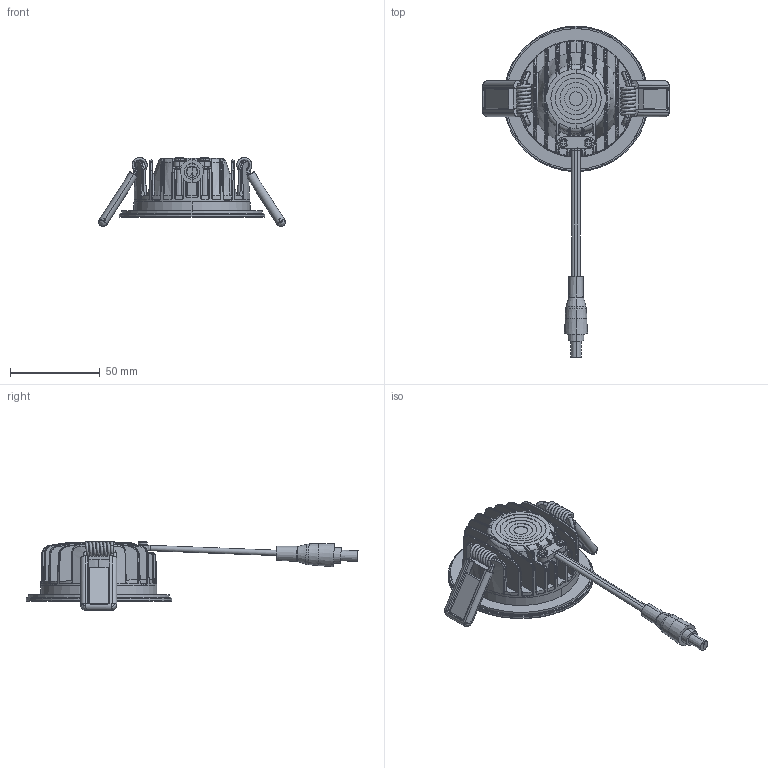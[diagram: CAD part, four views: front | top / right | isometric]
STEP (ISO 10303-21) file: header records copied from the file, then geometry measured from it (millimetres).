
FILE_DESCRIPTION (( 'STEP AP214' ), '1' );
FILE_NAME ('SP AIR FIX.STEP', '2023-03-02T14:19:00', ( '' ), ( '' ), 'SwSTEP 2.0', 'SolidWorks 2020', '' );
FILE_SCHEMA (( 'AUTOMOTIVE_DESIGN' ));
Length unit declared in the file: millimetre
Products named in the file (1): SP AIR FIX
Bounding box: 103.91 x 184.66 x 38.33 mm (x, y, z)
Volume: 66648.6 mm3; surface area: 49632.9 mm2
Topology: 12 solids, 16 shells, 927 faces, 2340 edges, 1438 vertices
Faces by surface type: bspline 359, plane 178, cylinder 167, cone 123, torus 98, sphere 2
Full cylindrical faces by diameter (mm): 1.4 x2
Entity records: 64928 total; most frequent: CARTESIAN_POINT 36535, ORIENTED_EDGE 4600, DIRECTION 2611, EDGE_CURVE 2300, VERTEX_POINT 1434, B_SPLINE_CURVE_WITH_KNOTS 1151, AXIS2_PLACEMENT_3D 1109, EDGE_LOOP 966
